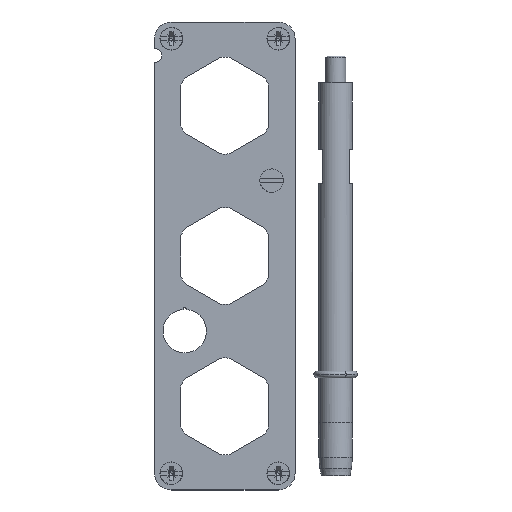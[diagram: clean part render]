
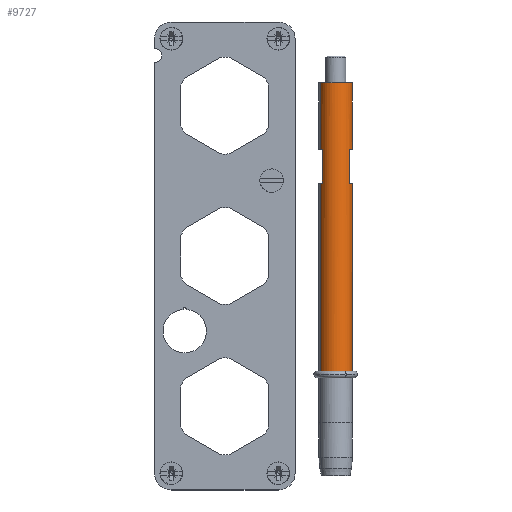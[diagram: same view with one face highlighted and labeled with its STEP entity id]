
A CAD part, top view. The second image highlights one B-rep face of the part: STEP entity #9727.
In plain terms, the highlighted cylindrical face has radius 5 mm (diameter 10 mm), a partial arc.
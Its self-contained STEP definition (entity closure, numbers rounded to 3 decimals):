
#9603=AXIS2_PLACEMENT_3D('Circle Axis2P3D',#9601,#9602,$) ;
#9627=AXIS2_PLACEMENT_3D('Cylinder Axis2P3D',#9624,#9625,#9626) ;
#9640=AXIS2_PLACEMENT_3D('Circle Axis2P3D',#9638,#9639,$) ;
#9654=AXIS2_PLACEMENT_3D('Circle Axis2P3D',#9652,#9653,$) ;
#9673=AXIS2_PLACEMENT_3D('Circle Axis2P3D',#9671,#9672,$) ;
#9687=AXIS2_PLACEMENT_3D('Circle Axis2P3D',#9685,#9686,$) ;
#9701=AXIS2_PLACEMENT_3D('Circle Axis2P3D',#9699,#9700,$) ;
#9601=CARTESIAN_POINT('Axis2P3D Location',(54.155,121.84,6.5)) ;
#9605=CARTESIAN_POINT('Vertex',(49.767,121.84,8.897)) ;
#9607=CARTESIAN_POINT('Vertex',(58.543,121.84,4.103)) ;
#9624=CARTESIAN_POINT('Axis2P3D Location',(54.155,63.09,6.5)) ;
#9629=CARTESIAN_POINT('Line Origine',(58.543,63.09,4.103)) ;
#9633=CARTESIAN_POINT('Vertex',(58.543,91.84,4.103)) ;
#9635=CARTESIAN_POINT('Vertex',(58.543,35.476,4.103)) ;
#9638=CARTESIAN_POINT('Axis2P3D Location',(54.155,91.84,6.5)) ;
#9642=CARTESIAN_POINT('Vertex',(58.155,91.84,9.5)) ;
#9645=CARTESIAN_POINT('Line Origine',(58.155,63.09,9.5)) ;
#9649=CARTESIAN_POINT('Vertex',(58.155,101.84,9.5)) ;
#9652=CARTESIAN_POINT('Axis2P3D Location',(54.155,101.84,6.5)) ;
#9656=CARTESIAN_POINT('Vertex',(58.543,101.84,4.103)) ;
#9659=CARTESIAN_POINT('Line Origine',(58.543,63.09,4.103)) ;
#9664=CARTESIAN_POINT('Line Origine',(49.767,63.09,8.897)) ;
#9668=CARTESIAN_POINT('Vertex',(49.767,101.84,8.897)) ;
#9671=CARTESIAN_POINT('Axis2P3D Location',(54.155,101.84,6.5)) ;
#9675=CARTESIAN_POINT('Vertex',(50.155,101.84,9.5)) ;
#9678=CARTESIAN_POINT('Line Origine',(50.155,63.09,9.5)) ;
#9682=CARTESIAN_POINT('Vertex',(50.155,91.84,9.5)) ;
#9685=CARTESIAN_POINT('Axis2P3D Location',(54.155,91.84,6.5)) ;
#9689=CARTESIAN_POINT('Vertex',(49.767,91.84,8.897)) ;
#9692=CARTESIAN_POINT('Line Origine',(49.767,63.09,8.897)) ;
#9696=CARTESIAN_POINT('Vertex',(49.767,35.456,8.897)) ;
#9699=CARTESIAN_POINT('Axis2P3D Location',(54.155,35.456,6.5)) ;
#9703=CARTESIAN_POINT('Vertex',(59.155,35.456,6.503)) ;
#9707=CARTESIAN_POINT('Control Point',(59.155,35.456,6.503)) ;
#9708=CARTESIAN_POINT('Control Point',(59.156,35.463,5.669)) ;
#9709=CARTESIAN_POINT('Control Point',(58.943,35.47,4.835)) ;
#9710=CARTESIAN_POINT('Control Point',(58.543,35.476,4.103)) ;
#9602=DIRECTION('Axis2P3D Direction',(0.,1.,0.)) ;
#9625=DIRECTION('Axis2P3D Direction',(0.,1.,0.)) ;
#9626=DIRECTION('Axis2P3D XDirection',(-0.878,0.,0.479)) ;
#9630=DIRECTION('Vector Direction',(0.,1.,0.)) ;
#9639=DIRECTION('Axis2P3D Direction',(0.,1.,0.)) ;
#9646=DIRECTION('Vector Direction',(0.,1.,0.)) ;
#9653=DIRECTION('Axis2P3D Direction',(0.,1.,0.)) ;
#9660=DIRECTION('Vector Direction',(0.,1.,0.)) ;
#9665=DIRECTION('Vector Direction',(0.,1.,0.)) ;
#9672=DIRECTION('Axis2P3D Direction',(0.,1.,0.)) ;
#9679=DIRECTION('Vector Direction',(0.,1.,0.)) ;
#9686=DIRECTION('Axis2P3D Direction',(0.,1.,0.)) ;
#9693=DIRECTION('Vector Direction',(0.,1.,0.)) ;
#9700=DIRECTION('Axis2P3D Direction',(0.,1.,0.)) ;
#9631=VECTOR('Line Direction',#9630,1.) ;
#9647=VECTOR('Line Direction',#9646,1.) ;
#9661=VECTOR('Line Direction',#9660,1.) ;
#9666=VECTOR('Line Direction',#9665,1.) ;
#9680=VECTOR('Line Direction',#9679,1.) ;
#9694=VECTOR('Line Direction',#9693,1.) ;
#9713=ORIENTED_EDGE('',*,*,#9637,.F.) ;
#9714=ORIENTED_EDGE('',*,*,#9644,.F.) ;
#9715=ORIENTED_EDGE('',*,*,#9651,.F.) ;
#9716=ORIENTED_EDGE('',*,*,#9658,.T.) ;
#9717=ORIENTED_EDGE('',*,*,#9663,.F.) ;
#9718=ORIENTED_EDGE('',*,*,#9609,.F.) ;
#9719=ORIENTED_EDGE('',*,*,#9670,.T.) ;
#9720=ORIENTED_EDGE('',*,*,#9677,.T.) ;
#9721=ORIENTED_EDGE('',*,*,#9684,.T.) ;
#9722=ORIENTED_EDGE('',*,*,#9691,.F.) ;
#9723=ORIENTED_EDGE('',*,*,#9698,.T.) ;
#9724=ORIENTED_EDGE('',*,*,#9705,.T.) ;
#9725=ORIENTED_EDGE('',*,*,#9711,.T.) ;
#9727=ADVANCED_FACE('Hauptk\X2\00F6\X0\rper',(#9726),#9628,.T.) ;
#9706=B_SPLINE_CURVE_WITH_KNOTS('',3,(#9707,#9708,#9709,#9710),.UNSPECIFIED.,.F.,.U.,(4,4),(0.,3.721),.UNSPECIFIED.) ;
#9604=CIRCLE('generated circle',#9603,5.) ;
#9641=CIRCLE('generated circle',#9640,5.) ;
#9655=CIRCLE('generated circle',#9654,5.) ;
#9674=CIRCLE('generated circle',#9673,5.) ;
#9688=CIRCLE('generated circle',#9687,5.) ;
#9702=CIRCLE('generated circle',#9701,5.) ;
#9628=CYLINDRICAL_SURFACE('generated cylinder',#9627,5.) ;
#9609=EDGE_CURVE('',#9606,#9608,#9604,.T.) ;
#9637=EDGE_CURVE('',#9634,#9636,#9632,.F.) ;
#9644=EDGE_CURVE('',#9643,#9634,#9641,.T.) ;
#9651=EDGE_CURVE('',#9650,#9643,#9648,.F.) ;
#9658=EDGE_CURVE('',#9650,#9657,#9655,.T.) ;
#9663=EDGE_CURVE('',#9608,#9657,#9662,.F.) ;
#9670=EDGE_CURVE('',#9606,#9669,#9667,.F.) ;
#9677=EDGE_CURVE('',#9669,#9676,#9674,.T.) ;
#9684=EDGE_CURVE('',#9676,#9683,#9681,.F.) ;
#9691=EDGE_CURVE('',#9690,#9683,#9688,.T.) ;
#9698=EDGE_CURVE('',#9690,#9697,#9695,.F.) ;
#9705=EDGE_CURVE('',#9697,#9704,#9702,.T.) ;
#9711=EDGE_CURVE('',#9704,#9636,#9706,.T.) ;
#9712=EDGE_LOOP('',(#9713,#9714,#9715,#9716,#9717,#9718,#9719,#9720,#9721,#9722,#9723,#9724,#9725)) ;
#9726=FACE_OUTER_BOUND('',#9712,.T.) ;
#9632=LINE('Line',#9629,#9631) ;
#9648=LINE('Line',#9645,#9647) ;
#9662=LINE('Line',#9659,#9661) ;
#9667=LINE('Line',#9664,#9666) ;
#9681=LINE('Line',#9678,#9680) ;
#9695=LINE('Line',#9692,#9694) ;
#9606=VERTEX_POINT('',#9605) ;
#9608=VERTEX_POINT('',#9607) ;
#9634=VERTEX_POINT('',#9633) ;
#9636=VERTEX_POINT('',#9635) ;
#9643=VERTEX_POINT('',#9642) ;
#9650=VERTEX_POINT('',#9649) ;
#9657=VERTEX_POINT('',#9656) ;
#9669=VERTEX_POINT('',#9668) ;
#9676=VERTEX_POINT('',#9675) ;
#9683=VERTEX_POINT('',#9682) ;
#9690=VERTEX_POINT('',#9689) ;
#9697=VERTEX_POINT('',#9696) ;
#9704=VERTEX_POINT('',#9703) ;
